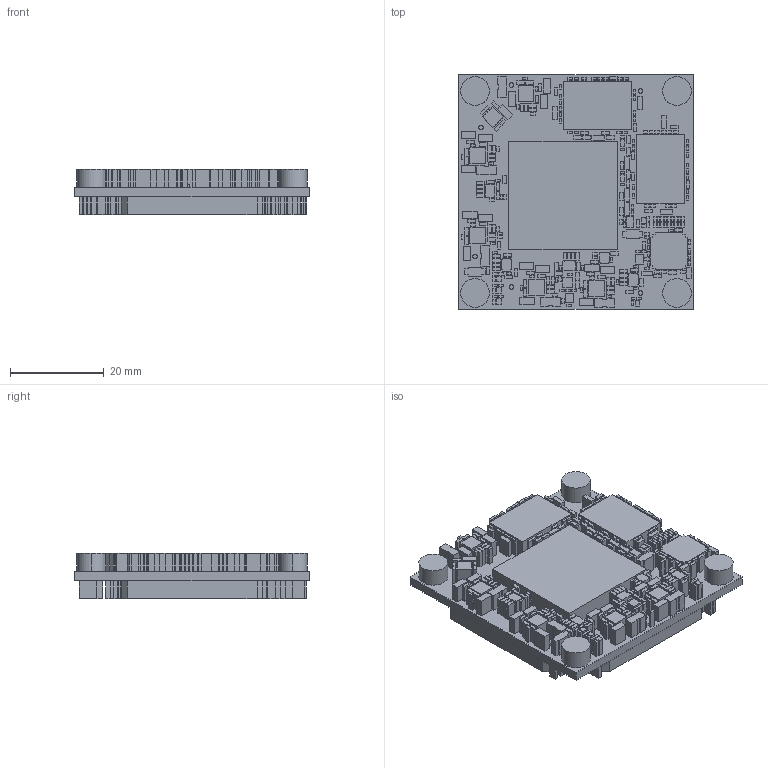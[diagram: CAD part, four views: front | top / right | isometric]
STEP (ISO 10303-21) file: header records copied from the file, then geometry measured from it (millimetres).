
FILE_DESCRIPTION(/* description */ ('PCB Design'),/* implementation_level */ '2;1');
FILE_NAME(/* name */ 'VE2302-SOM-PCB-STEP,1-01-01-06092025',/* time_stamp */ '2025-06-09T16:05:37-07:00',/* author */ ('027564'),/* organization */ (''),/* preprocessor_version */ 'ST-DEVELOPER v16',/* originating_system */ 'allegro_17.4S037',/* authorisation */ '');
FILE_SCHEMA (('AP242_MANAGED_MODEL_BASED_3D_ENGINEERING_MIM_LF { 1 0 10303 442 1 1 4 }'));
Length unit declared in the file: millimetre
Products named in the file (39): VE2302-SOM-PCB,1-01-01-06092025; BOARD_OUTLINE; COMPONENTS; SON65P200X200-6_8C; BGA4C40P2X2_79X79; QFN40P300X200-20; SON65P300X300-8_9E; SON50P200X200-9D; QFN55P330X330_17; BGA200C65P20X10_1450X1000A; SON30P100X090-6; OSCCC250X200-4E; QFN50P700X700-48_49D; SON50P300X200-9E; SON50P200X200-9E; QFN40P260X180-16; BGA153C50P14X14_1300X1150; OSCCC200X160-4A; BGA25C40P5X5_205X205; SON35P100X100-6B; BGA24C100P5X5_800X600; BGA784C80P28X28_2300X2300; UDFN65P100X100X60-5N; CONSBOA635PSAM-160-F; RESC0603; MTGP600H320Z400; STARPOINT0005-TOP; CAPC0603; CAPC1005; CAPC1608; FIL1608-2; DIOM3716; SOT95P280-6; RESC1005; SOP65P640-14; OSCCC200X120-2B; CAPC2012; CAPC3225; CAPC3216
Assembly tree (515 placements, depth 3):
  VE2302-SOM-PCB,1-01-01-06092025
    BOARD_OUTLINE
    COMPONENTS
      SON65P200X200-6_8C
      BGA4C40P2X2_79X79  x5
      QFN40P300X200-20
      SON65P300X300-8_9E
      SON50P200X200-9D  x4
      QFN55P330X330_17  x5
      BGA200C65P20X10_1450X1000A  x2
      SON30P100X090-6  x2
      OSCCC250X200-4E
      QFN50P700X700-48_49D
      SON50P300X200-9E
      SON50P200X200-9E
      QFN40P260X180-16
      BGA153C50P14X14_1300X1150
      OSCCC200X160-4A  x2
      BGA25C40P5X5_205X205
      SON35P100X100-6B  x8
      BGA24C100P5X5_800X600
      BGA784C80P28X28_2300X2300
      UDFN65P100X100X60-5N
      CONSBOA635PSAM-160-F  x3
      RESC0603  x120
      MTGP600H320Z400  x4
      STARPOINT0005-TOP  x9
      CAPC0603  x130
      CAPC1005  x85
      CAPC1608  x27
      FIL1608-2  x4
      DIOM3716  x2
      SOT95P280-6
      RESC1005  x62
      SOP65P640-14
      OSCCC200X120-2B
      CAPC2012  x17
      CAPC3225
      CAPC3216  x5
Bounding box: 50 x 50 x 9.62 mm (x, y, z)
Surface area: 21092.1 mm2 (no closed solid volume)
Topology: 0 solids, 514 shells, 3408 faces, 7660 edges, 4760 vertices
Faces by surface type: plane 3360, cylinder 48
Entity records: 17608 total; most frequent: DIRECTION 2442, ORIENTED_EDGE 2172, AXIS2_PLACEMENT_3D 1518, CARTESIAN_POINT 1402, EDGE_CURVE 1129, VECTOR 1077, LINE 1077, VERTEX_POINT 810
